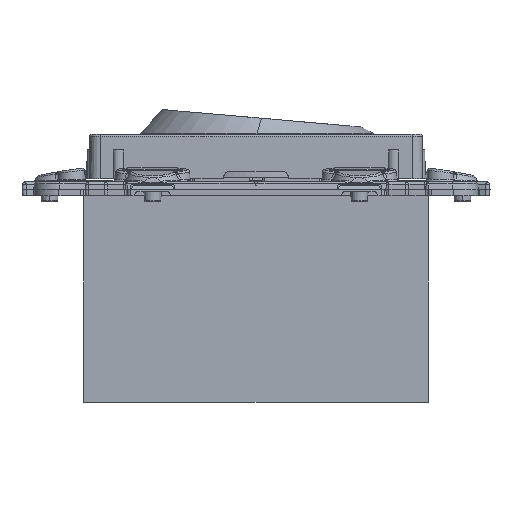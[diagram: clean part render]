
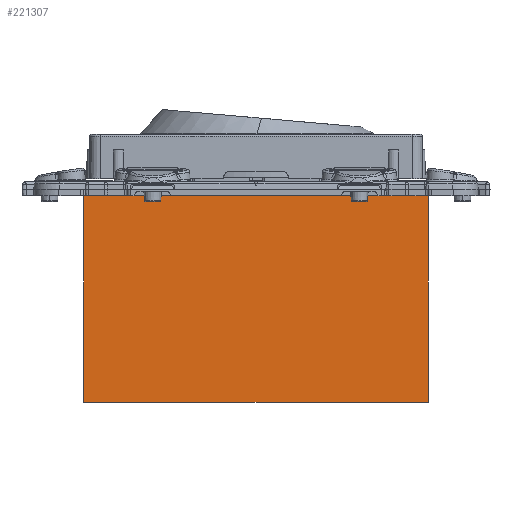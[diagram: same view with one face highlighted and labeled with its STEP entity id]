
A CAD part, left-side view. The second image highlights one B-rep face of the part: STEP entity #221307.
In plain terms, the highlighted planar face has unit normal (-1, 0, 0).
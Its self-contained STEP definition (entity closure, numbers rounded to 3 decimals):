
#221280=AXIS2_PLACEMENT_3D('Plane Axis2P3D',#221277,#221278,#221279) ;
#9990=CARTESIAN_POINT('Vertex',(-27.5,9.38,-27.657)) ;
#9997=CARTESIAN_POINT('Vertex',(-27.5,4.117,-27.657)) ;
#11967=CARTESIAN_POINT('Line Origine',(-27.5,-11.692,-27.657)) ;
#11971=CARTESIAN_POINT('Vertex',(-27.5,-27.5,-27.657)) ;
#12007=CARTESIAN_POINT('Vertex',(-27.5,27.5,-27.657)) ;
#12010=CARTESIAN_POINT('Line Origine',(-27.5,18.44,-27.657)) ;
#221250=CARTESIAN_POINT('Vertex',(-27.5,27.5,-60.657)) ;
#221253=CARTESIAN_POINT('Line Origine',(-27.5,27.5,-44.157)) ;
#221277=CARTESIAN_POINT('Axis2P3D Location',(-27.5,-27.5,-27.657)) ;
#221282=CARTESIAN_POINT('Line Origine',(-27.5,0.,-60.657)) ;
#221286=CARTESIAN_POINT('Vertex',(-27.5,-27.5,-60.657)) ;
#221289=CARTESIAN_POINT('Line Origine',(-27.5,-27.5,-44.157)) ;
#221294=CARTESIAN_POINT('Line Origine',(-27.5,6.749,-27.657)) ;
#11968=DIRECTION('Vector Direction',(0.,1.,0.)) ;
#12011=DIRECTION('Vector Direction',(0.,1.,0.)) ;
#221254=DIRECTION('Vector Direction',(0.,0.,-1.)) ;
#221278=DIRECTION('Axis2P3D Direction',(-1.,0.,0.)) ;
#221279=DIRECTION('Axis2P3D XDirection',(0.,1.,0.)) ;
#221283=DIRECTION('Vector Direction',(0.,1.,0.)) ;
#221290=DIRECTION('Vector Direction',(0.,0.,-1.)) ;
#221295=DIRECTION('Vector Direction',(0.,1.,0.)) ;
#11969=VECTOR('Line Direction',#11968,1.) ;
#12012=VECTOR('Line Direction',#12011,1.) ;
#221255=VECTOR('Line Direction',#221254,1.) ;
#221284=VECTOR('Line Direction',#221283,1.) ;
#221291=VECTOR('Line Direction',#221290,1.) ;
#221296=VECTOR('Line Direction',#221295,1.) ;
#221300=ORIENTED_EDGE('',*,*,#221288,.T.) ;
#221301=ORIENTED_EDGE('',*,*,#221293,.F.) ;
#221302=ORIENTED_EDGE('',*,*,#11973,.F.) ;
#221303=ORIENTED_EDGE('',*,*,#221298,.F.) ;
#221304=ORIENTED_EDGE('',*,*,#12014,.F.) ;
#221305=ORIENTED_EDGE('',*,*,#221257,.T.) ;
#221307=ADVANCED_FACE('PartBody',(#221306),#221281,.T.) ;
#11973=EDGE_CURVE('',#9998,#11972,#11970,.F.) ;
#12014=EDGE_CURVE('',#12008,#9991,#12013,.F.) ;
#221257=EDGE_CURVE('',#12008,#221251,#221256,.T.) ;
#221288=EDGE_CURVE('',#221251,#221287,#221285,.F.) ;
#221293=EDGE_CURVE('',#11972,#221287,#221292,.T.) ;
#221298=EDGE_CURVE('',#9991,#9998,#221297,.F.) ;
#221299=EDGE_LOOP('',(#221300,#221301,#221302,#221303,#221304,#221305)) ;
#221306=FACE_OUTER_BOUND('',#221299,.T.) ;
#11970=LINE('Line',#11967,#11969) ;
#12013=LINE('Line',#12010,#12012) ;
#221256=LINE('Line',#221253,#221255) ;
#221285=LINE('Line',#221282,#221284) ;
#221292=LINE('Line',#221289,#221291) ;
#221297=LINE('Line',#221294,#221296) ;
#221281=PLANE('',#221280) ;
#9991=VERTEX_POINT('',#9990) ;
#9998=VERTEX_POINT('',#9997) ;
#11972=VERTEX_POINT('',#11971) ;
#12008=VERTEX_POINT('',#12007) ;
#221251=VERTEX_POINT('',#221250) ;
#221287=VERTEX_POINT('',#221286) ;
